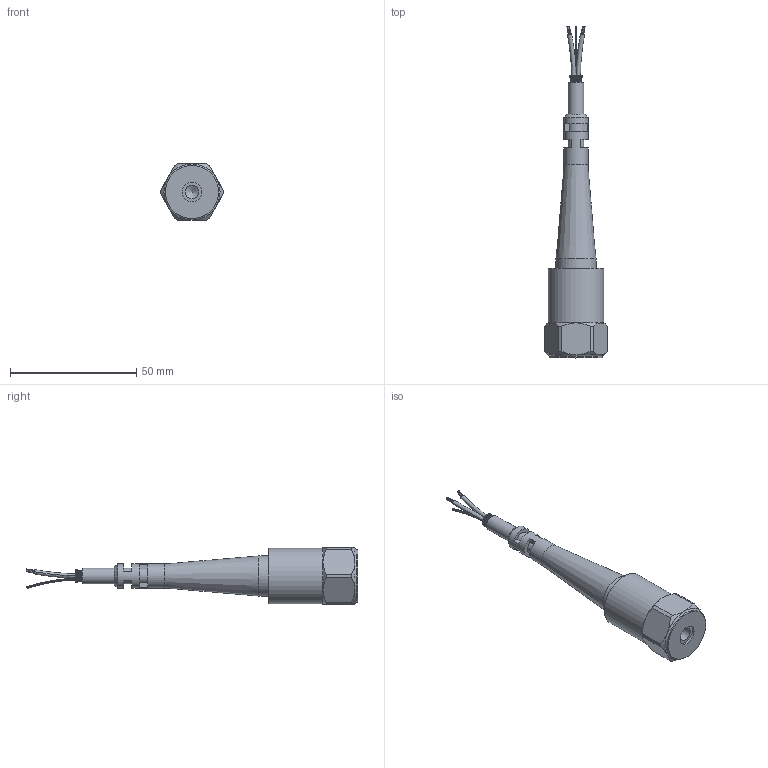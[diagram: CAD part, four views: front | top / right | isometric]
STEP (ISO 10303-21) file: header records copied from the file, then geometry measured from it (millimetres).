
FILE_DESCRIPTION(/* description */ (''),/* implementation_level */ '2;1');
FILE_NAME(/* name */ 'MASTER_STANDARD_TOP_EXIT_INTEGRAL_LSZH.stp',/* time_stamp */ '2026-03-24T07:21:36-04:00',/* author */ ('cthayer'),/* organization */ (''),/* preprocessor_version */ 'ST-DEVELOPER v20',/* originating_system */ 'Autodesk Inventor 2025',/* authorisation */ '');
FILE_SCHEMA (('AUTOMOTIVE_DESIGN { 1 0 10303 214 3 1 1 }'));
Products named in the file (1): AC102-2C
Bounding box: 24.89 x 131.49 x 22.23 mm (x, y, z)
Volume: 14697.8 mm3; surface area: 13357.3 mm2
Topology: 4 solids, 4 shells, 939 faces, 2916 edges, 1770 vertices
Faces by surface type: bspline 426, plane 345, cylinder 121, cone 31, torus 16
Full cylindrical faces by diameter (mm): 0.127 x19, 0.203 x38, 1.016 x3, 1.27 x1, 1.524 x2, 1.587 x2, 1.676 x2, 3.353 x1, 3.937 x2, 3.988 x1, 4.039 x2, 4.115 x1, 4.142 x1, 4.267 x1, 4.501 x1, 5.359 x1, 6.223 x2, 6.35 x1, 7.874 x1, 8.4 x1, 9.525 x1, 9.906 x1, 11.43 x1, 13.335 x1, 15.494 x1, 15.875 x1, 16.51 x1, 17.018 x1, 18.542 x1, 18.923 x4
Entity records: 57060 total; most frequent: CARTESIAN_POINT 33135, ORIENTED_EDGE 5818, DIRECTION 3743, EDGE_CURVE 2909, VERTEX_POINT 1770, AXIS2_PLACEMENT_3D 1699, B_SPLINE_CURVE_WITH_KNOTS 1360, CIRCLE 1183
